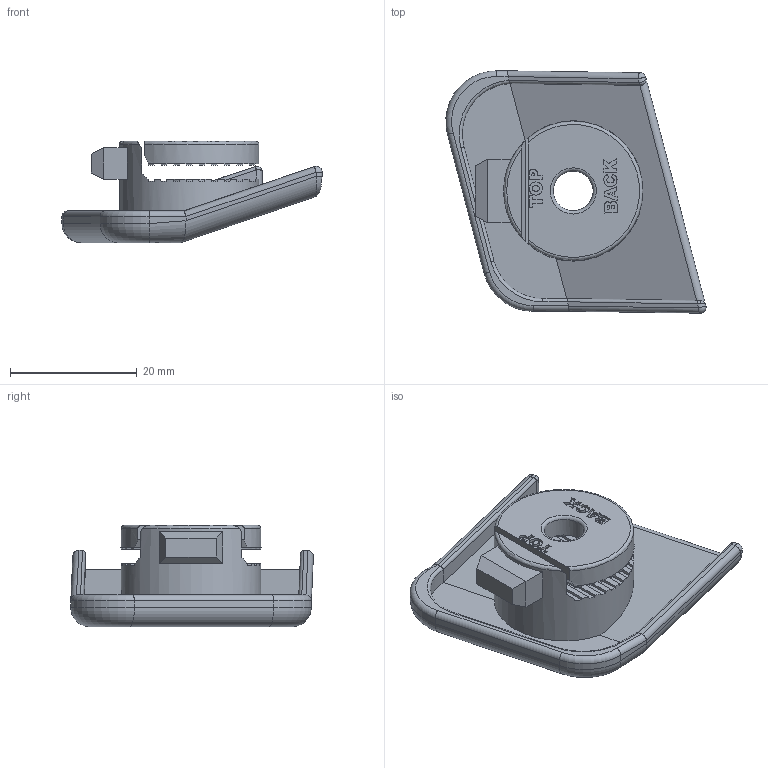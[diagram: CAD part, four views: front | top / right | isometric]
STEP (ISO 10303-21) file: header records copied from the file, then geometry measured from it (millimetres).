
FILE_DESCRIPTION(/* description */ (''),/* implementation_level */ '2;1');
FILE_NAME(/* name */ 'Mazda MX5 Door Pull Plugs R2.step',/* time_stamp */ '2025-12-28T11:17:59+02:00',/* author */ (''),/* organization */ (''),/* preprocessor_version */ 'ST-DEVELOPER v20.1',/* originating_system */ 'Autodesk Translation Framework v14.21.0.0',/* authorisation */ '');
FILE_SCHEMA (('AUTOMOTIVE_DESIGN { 1 0 10303 214 3 1 1 }'));
Length unit declared in the file: millimetre
Products named in the file (1): Mazda MX5 Door Pull Plugs R2
Bounding box: 41.09 x 38.31 x 16 mm (x, y, z)
Volume: 5548.8 mm3; surface area: 5139.2 mm2
Topology: 2 solids, 2 shells, 291 faces, 734 edges, 455 vertices
Faces by surface type: plane 200, cylinder 31, cone 30, bspline 17, torus 11, sphere 2
Full cylindrical faces by diameter (mm): 6.3 x2, 14 x1, 22 x1
Entity records: 9384 total; most frequent: CARTESIAN_POINT 2461, ORIENTED_EDGE 1464, DIRECTION 1457, EDGE_CURVE 732, AXIS2_PLACEMENT_3D 548, VERTEX_POINT 455, LINE 361, VECTOR 361
